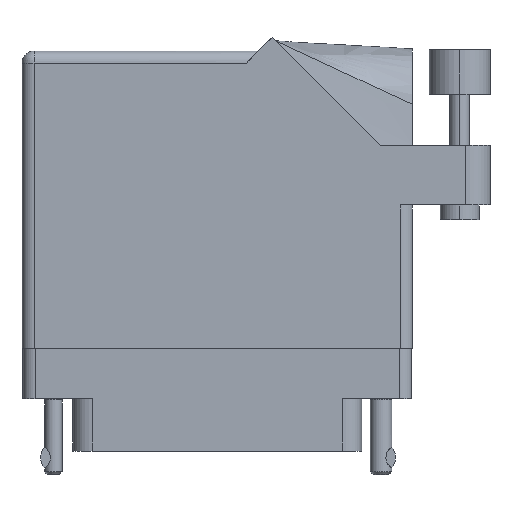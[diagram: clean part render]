
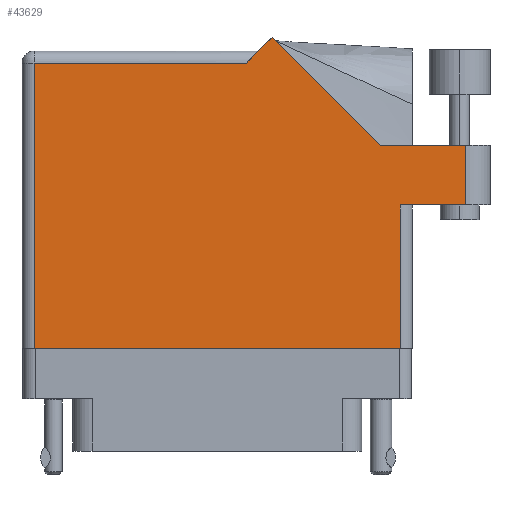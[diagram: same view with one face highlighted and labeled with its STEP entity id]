
A CAD part, front view. The second image highlights one B-rep face of the part: STEP entity #43629.
In plain terms, the highlighted face is planar.
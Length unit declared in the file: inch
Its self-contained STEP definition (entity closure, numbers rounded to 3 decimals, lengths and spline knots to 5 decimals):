
#515 = CARTESIAN_POINT ( 'NONE',  ( 1.948, 0.737, 0. ) ) ;
#609 = EDGE_CURVE ( 'NONE', #4779, #44057, #11289, .T. ) ;
#734 = LINE ( 'NONE', #27842, #17038 ) ;
#815 = CARTESIAN_POINT ( 'NONE',  ( 0.062, 0., 0. ) ) ;
#960 = VECTOR ( 'NONE', #8340, 39.37008 ) ;
#1129 = VECTOR ( 'NONE', #20965, 39.37008 ) ;
#1332 = CARTESIAN_POINT ( 'NONE',  ( 1.948, 0., 0. ) ) ;
#1387 = CARTESIAN_POINT ( 'NONE',  ( 0.062, 1.468, 0. ) ) ;
#2012 = DIRECTION ( 'NONE',  ( -1., 0., 0. ) ) ;
#2898 = LINE ( 'NONE', #9254, #1129 ) ;
#3942 = CARTESIAN_POINT ( 'NONE',  ( 1.948, 0.737, 0. ) ) ;
#3999 = ORIENTED_EDGE ( 'NONE', *, *, #42225, .T. ) ;
#4140 = ORIENTED_EDGE ( 'NONE', *, *, #17046, .T. ) ;
#4266 = DIRECTION ( 'NONE',  ( -0.707, 0.707, 0. ) ) ;
#4779 = VERTEX_POINT ( 'NONE', #20485 ) ;
#5267 = VERTEX_POINT ( 'NONE', #28082 ) ;
#5800 = LINE ( 'NONE', #19532, #9293 ) ;
#5978 = CARTESIAN_POINT ( 'NONE',  ( 1.84442, 1.044, 0. ) ) ;
#6543 = CARTESIAN_POINT ( 'NONE',  ( 2.01, 0.737, 0. ) ) ;
#7041 = CARTESIAN_POINT ( 'NONE',  ( 2.285, 0.737, 0. ) ) ;
#7386 = EDGE_CURVE ( 'NONE', #37163, #18420, #15693, .T. ) ;
#8340 = DIRECTION ( 'NONE',  ( 0., -1., 0. ) ) ;
#8439 = LINE ( 'NONE', #20561, #23553 ) ;
#9254 = CARTESIAN_POINT ( 'NONE',  ( 0., 0., 0. ) ) ;
#9293 = VECTOR ( 'NONE', #4266, 39.37008 ) ;
#9542 = ORIENTED_EDGE ( 'NONE', *, *, #36047, .T. ) ;
#10458 = VECTOR ( 'NONE', #44597, 39.37008 ) ;
#11289 = LINE ( 'NONE', #25992, #46792 ) ;
#15693 = LINE ( 'NONE', #3942, #10458 ) ;
#16829 = ORIENTED_EDGE ( 'NONE', *, *, #7386, .T. ) ;
#16836 = PLANE ( 'NONE',  #28639 ) ;
#16888 = CARTESIAN_POINT ( 'NONE',  ( 2.41, 1.044, 0. ) ) ;
#17038 = VECTOR ( 'NONE', #31590, 39.37008 ) ;
#17046 = EDGE_CURVE ( 'NONE', #27031, #4779, #5800, .T. ) ;
#17908 = DIRECTION ( 'NONE',  ( 1., 0., 0. ) ) ;
#18420 = VERTEX_POINT ( 'NONE', #515 ) ;
#19035 = LINE ( 'NONE', #30810, #960 ) ;
#19346 = LINE ( 'NONE', #6543, #46109 ) ;
#19532 = CARTESIAN_POINT ( 'NONE',  ( 1.84442, 1.044, 0. ) ) ;
#20485 = CARTESIAN_POINT ( 'NONE',  ( 1.28771, 1.60071, 0. ) ) ;
#20561 = CARTESIAN_POINT ( 'NONE',  ( 0., 1.468, 0. ) ) ;
#20844 = EDGE_CURVE ( 'NONE', #44057, #39083, #8439, .T. ) ;
#20965 = DIRECTION ( 'NONE',  ( 1., 0., 0. ) ) ;
#21270 = LINE ( 'NONE', #16888, #46250 ) ;
#23180 = EDGE_CURVE ( 'NONE', #30083, #5267, #734, .T. ) ;
#23499 = DIRECTION ( 'NONE',  ( 0., 0., -1. ) ) ;
#23553 = VECTOR ( 'NONE', #2012, 39.37008 ) ;
#23914 = FACE_OUTER_BOUND ( 'NONE', #38760, .T. ) ;
#24556 = ORIENTED_EDGE ( 'NONE', *, *, #47981, .T. ) ;
#25402 = EDGE_CURVE ( 'NONE', #45453, #37163, #2898, .T. ) ;
#25992 = CARTESIAN_POINT ( 'NONE',  ( 1.217, 1.53, 0. ) ) ;
#27031 = VERTEX_POINT ( 'NONE', #5978 ) ;
#27433 = DIRECTION ( 'NONE',  ( -1., 0., 0. ) ) ;
#27842 = CARTESIAN_POINT ( 'NONE',  ( 2.285, 1.044, 0. ) ) ;
#28082 = CARTESIAN_POINT ( 'NONE',  ( 2.285, 1.044, 0. ) ) ;
#28639 = AXIS2_PLACEMENT_3D ( 'NONE', #42840, #23499, #27433 ) ;
#30083 = VERTEX_POINT ( 'NONE', #7041 ) ;
#30810 = CARTESIAN_POINT ( 'NONE',  ( 0.062, 0., 0. ) ) ;
#31502 = ORIENTED_EDGE ( 'NONE', *, *, #23180, .T. ) ;
#31590 = DIRECTION ( 'NONE',  ( 0., 1., 0. ) ) ;
#31871 = DIRECTION ( 'NONE',  ( -1., 0., 0. ) ) ;
#35788 = ORIENTED_EDGE ( 'NONE', *, *, #25402, .T. ) ;
#36047 = EDGE_CURVE ( 'NONE', #39083, #45453, #19035, .T. ) ;
#37163 = VERTEX_POINT ( 'NONE', #1332 ) ;
#38760 = EDGE_LOOP ( 'NONE', ( #3999, #31502, #24556, #4140, #44264, #43151, #9542, #35788, #16829 ) ) ;
#39083 = VERTEX_POINT ( 'NONE', #1387 ) ;
#40946 = DIRECTION ( 'NONE',  ( -0.707, -0.707, 0. ) ) ;
#42225 = EDGE_CURVE ( 'NONE', #18420, #30083, #19346, .T. ) ;
#42840 = CARTESIAN_POINT ( 'NONE',  ( 0., 1.53, 0. ) ) ;
#43151 = ORIENTED_EDGE ( 'NONE', *, *, #20844, .T. ) ;
#43629 = ADVANCED_FACE ( 'NONE', ( #23914 ), #16836, .F. ) ;
#44057 = VERTEX_POINT ( 'NONE', #47938 ) ;
#44264 = ORIENTED_EDGE ( 'NONE', *, *, #609, .T. ) ;
#44597 = DIRECTION ( 'NONE',  ( 0., 1., 0. ) ) ;
#45453 = VERTEX_POINT ( 'NONE', #815 ) ;
#46109 = VECTOR ( 'NONE', #17908, 39.37008 ) ;
#46250 = VECTOR ( 'NONE', #31871, 39.37008 ) ;
#46792 = VECTOR ( 'NONE', #40946, 39.37008 ) ;
#47938 = CARTESIAN_POINT ( 'NONE',  ( 1.155, 1.468, 0. ) ) ;
#47981 = EDGE_CURVE ( 'NONE', #5267, #27031, #21270, .T. ) ;
